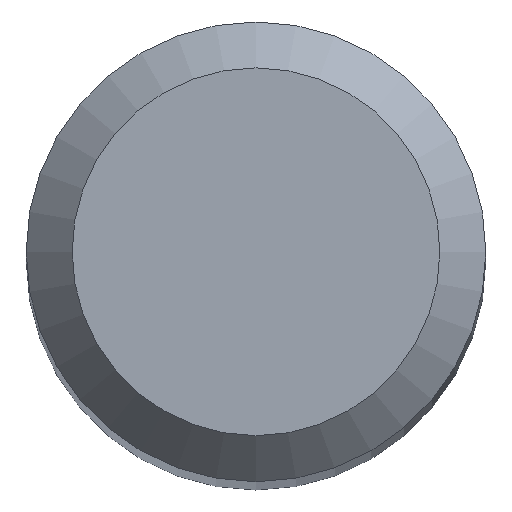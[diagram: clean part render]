
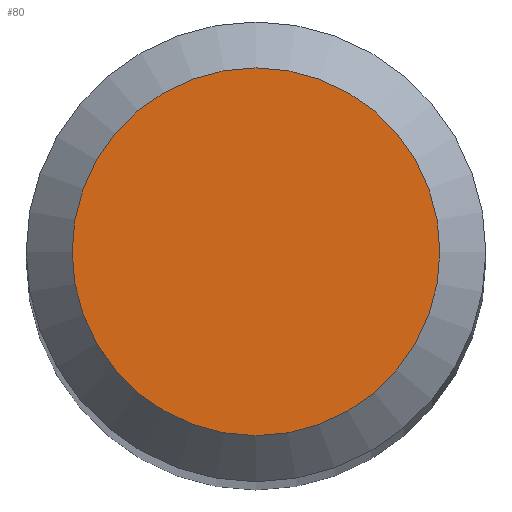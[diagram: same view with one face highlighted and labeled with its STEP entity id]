
A CAD part, top view. The second image highlights one B-rep face of the part: STEP entity #80.
In plain terms, the highlighted planar face has unit normal (0, 0, 1).
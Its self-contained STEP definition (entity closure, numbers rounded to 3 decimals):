
#4 = AXIS2_PLACEMENT_3D ( 'NONE', #205, #36, #196 ) ;
#8 = CARTESIAN_POINT ( 'NONE',  ( 0., 0., 38. ) ) ;
#36 = DIRECTION ( 'NONE',  ( 0., 0., -1. ) ) ;
#44 = CIRCLE ( 'NONE', #168, 1.2 ) ;
#48 = CARTESIAN_POINT ( 'NONE',  ( 0., 1.2, 38. ) ) ;
#60 = DIRECTION ( 'NONE',  ( 0., 0., -1. ) ) ;
#74 = ORIENTED_EDGE ( 'NONE', *, *, #95, .F. ) ;
#80 = ADVANCED_FACE ( 'NONE', ( #166 ), #93, .F. ) ;
#88 = EDGE_LOOP ( 'NONE', ( #74 ) ) ;
#93 = PLANE ( 'NONE',  #4 ) ;
#95 = EDGE_CURVE ( 'NONE', #212, #212, #44, .T. ) ;
#166 = FACE_OUTER_BOUND ( 'NONE', #88, .T. ) ;
#167 = DIRECTION ( 'NONE',  ( 0., 1., 0. ) ) ;
#168 = AXIS2_PLACEMENT_3D ( 'NONE', #8, #60, #167 ) ;
#196 = DIRECTION ( 'NONE',  ( 0., 1., 0. ) ) ;
#205 = CARTESIAN_POINT ( 'NONE',  ( 0., 0., 38. ) ) ;
#212 = VERTEX_POINT ( 'NONE', #48 ) ;
